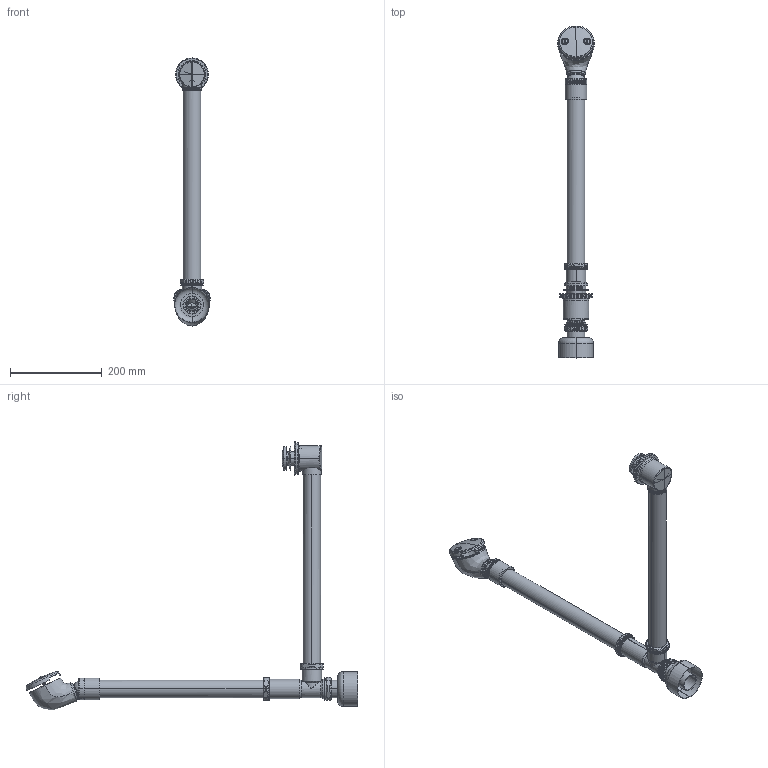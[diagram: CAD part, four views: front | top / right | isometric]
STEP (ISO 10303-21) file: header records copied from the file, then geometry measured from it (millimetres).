
FILE_DESCRIPTION((''),'2;1');
FILE_NAME('111-2962_ASM','2021-10-25T11:14:28',('rsmith'),(''),'CREO PARAMETRIC BY PTC INC, 2018400','CREO PARAMETRIC BY PTC INC, 2018400','');
FILE_SCHEMA(('AUTOMOTIVE_DESIGN { 1 0 10303 214 1 1 1 1 }'));
Length unit declared in the file: inch
Products named in the file (26): 50241; 50242; 50244; 50238; 91170; 50272; 50274; 91172; 50273; 272_ASM; 91169; 50243; 51058; 51060; 51059; 91784; 51061; 50263; 92065; 266_ASM; 91631; 91256; 91227; 91547; 50839; 111-2962_ASM
Assembly tree (30 placements, depth 3):
  111-2962_ASM
    50241
    50242
    50244  x2
    50238
    91170
    272_ASM
      50272
      50274
      91172
      50273
    91169  x2
    50243  x3
    51058
    51060
    51059
    91784
    51061
    266_ASM
      50263
      92065  x2
    91631
    91256
    91227
    91547
    50839
Bounding box: 80.77 x 724.62 x 585.46 mm (x, y, z)
Volume: 441521.9 mm3; surface area: 485651.6 mm2
Topology: 28 solids, 28 shells, 1448 faces, 3754 edges, 2398 vertices
Faces by surface type: cylinder 627, bspline 281, plane 231, extrusion 112, cone 96, torus 86, sphere 15
Entity records: 104139 total; most frequent: CARTESIAN_POINT 65697, ORIENTED_EDGE 6308, DIRECTION 4488, PRESENTATION_STYLE_ASSIGNMENT 3185, STYLED_ITEM 3181, CURVE_STYLE 3154, EDGE_CURVE 3154, VERTEX_POINT 2023
